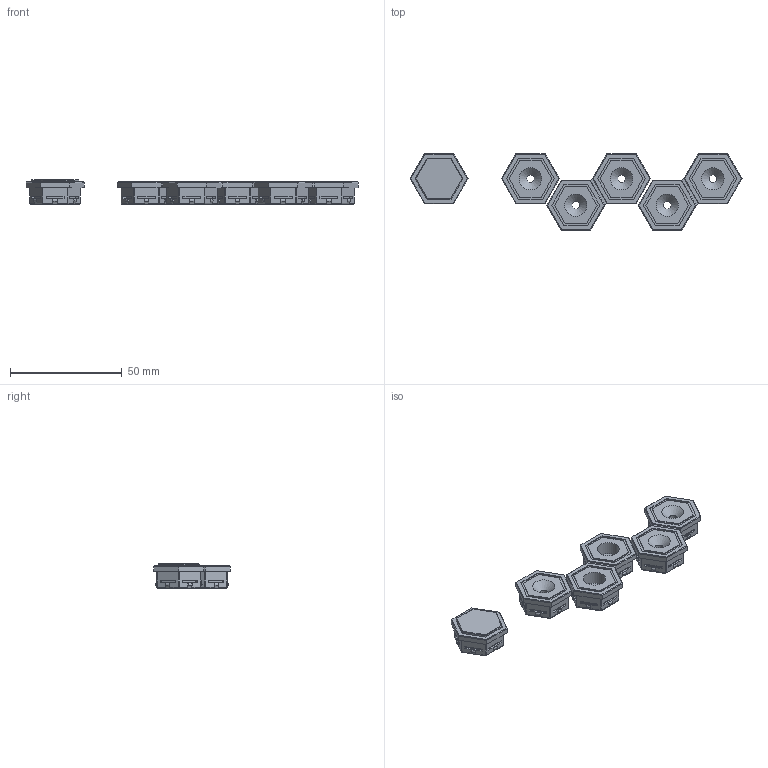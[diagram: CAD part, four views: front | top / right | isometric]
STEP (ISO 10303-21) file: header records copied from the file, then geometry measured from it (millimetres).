
FILE_DESCRIPTION(/* description */ (''),/* implementation_level */ '2;1');
FILE_NAME(/* name */ 'inserts-hexagon-countersunk-hole.step',/* time_stamp */ '2023-05-06T11:15:53+02:00',/* author */ (''),/* organization */ (''),/* preprocessor_version */ 'ST-DEVELOPER v19.2',/* originating_system */ 'Autodesk Translation Framework v12.4.0.73',/* authorisation */ '');
FILE_SCHEMA (('AUTOMOTIVE_DESIGN { 1 0 10303 214 3 1 1 }'));
Length unit declared in the file: millimetre
Products named in the file (1): inserts-hexagon-countersunk-hole
Bounding box: 148.43 x 34.3 x 11 mm (x, y, z)
Volume: 18830.9 mm3; surface area: 13364.4 mm2
Topology: 5 solids, 5 shells, 674 faces, 1914 edges, 1233 vertices
Faces by surface type: plane 621, cylinder 45, cone 8
Full cylindrical faces by diameter (mm): 3.5 x6, 10 x3
Entity records: 21571 total; most frequent: ORIENTED_EDGE 3828, CARTESIAN_POINT 3822, DIRECTION 3363, EDGE_CURVE 1914, LINE 1815, VECTOR 1815, VERTEX_POINT 1233, AXIS2_PLACEMENT_3D 774
